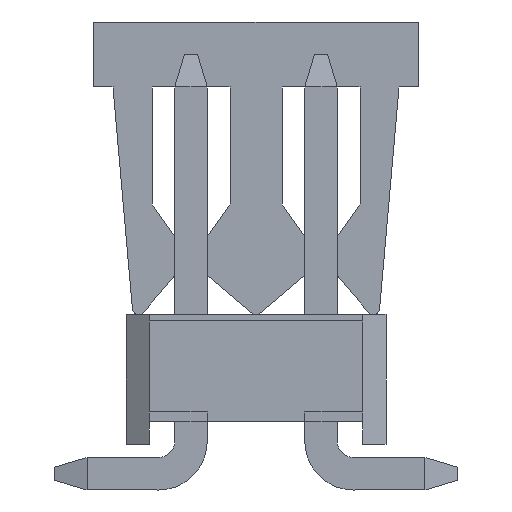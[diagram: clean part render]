
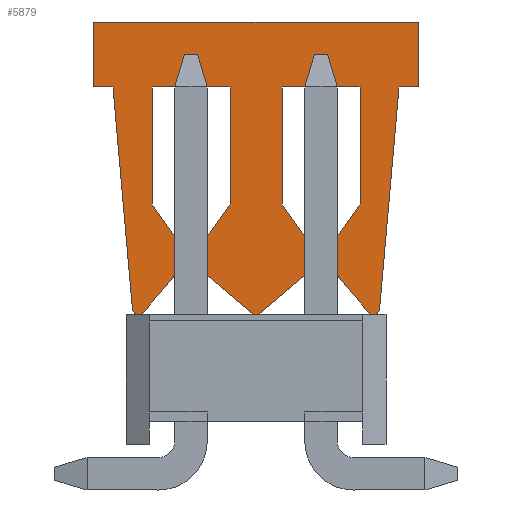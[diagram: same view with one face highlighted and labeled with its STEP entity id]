
A CAD part, left-side view. The second image highlights one B-rep face of the part: STEP entity #5879.
In plain terms, the highlighted face is planar.
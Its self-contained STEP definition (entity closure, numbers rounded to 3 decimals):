
#25=CIRCLE('',#6234,0.1);
#26=CIRCLE('',#6235,0.1);
#27=CIRCLE('',#6236,0.1);
#1587=ORIENTED_EDGE('',*,*,#2477,.F.);
#1588=ORIENTED_EDGE('',*,*,#2446,.F.);
#1589=ORIENTED_EDGE('',*,*,#2478,.F.);
#1590=ORIENTED_EDGE('',*,*,#2448,.F.);
#1591=ORIENTED_EDGE('',*,*,#2479,.F.);
#1592=ORIENTED_EDGE('',*,*,#2480,.F.);
#1593=ORIENTED_EDGE('',*,*,#2481,.F.);
#1594=ORIENTED_EDGE('',*,*,#2482,.F.);
#1595=ORIENTED_EDGE('',*,*,#2483,.F.);
#1596=ORIENTED_EDGE('',*,*,#2484,.F.);
#1597=ORIENTED_EDGE('',*,*,#2485,.F.);
#1598=ORIENTED_EDGE('',*,*,#2486,.F.);
#1599=ORIENTED_EDGE('',*,*,#2487,.F.);
#1600=ORIENTED_EDGE('',*,*,#2488,.F.);
#1601=ORIENTED_EDGE('',*,*,#2489,.F.);
#1602=ORIENTED_EDGE('',*,*,#2490,.F.);
#1603=ORIENTED_EDGE('',*,*,#2491,.F.);
#1604=ORIENTED_EDGE('',*,*,#2492,.F.);
#1605=ORIENTED_EDGE('',*,*,#2493,.F.);
#1606=ORIENTED_EDGE('',*,*,#2494,.F.);
#1607=ORIENTED_EDGE('',*,*,#2495,.F.);
#1608=ORIENTED_EDGE('',*,*,#2496,.F.);
#1609=ORIENTED_EDGE('',*,*,#2497,.F.);
#1610=ORIENTED_EDGE('',*,*,#2498,.F.);
#1611=ORIENTED_EDGE('',*,*,#2499,.F.);
#1612=ORIENTED_EDGE('',*,*,#2500,.F.);
#1613=ORIENTED_EDGE('',*,*,#2501,.F.);
#1614=ORIENTED_EDGE('',*,*,#2502,.F.);
#2446=EDGE_CURVE('',#2982,#2979,#3758,.T.);
#2448=EDGE_CURVE('',#2983,#2985,#3760,.T.);
#2477=EDGE_CURVE('',#2979,#3011,#3786,.T.);
#2478=EDGE_CURVE('',#2985,#2982,#3787,.T.);
#2479=EDGE_CURVE('',#3012,#2983,#3788,.T.);
#2480=EDGE_CURVE('',#3013,#3012,#3789,.T.);
#2481=EDGE_CURVE('',#3014,#3013,#25,.T.);
#2482=EDGE_CURVE('',#3015,#3014,#3790,.T.);
#2483=EDGE_CURVE('',#3016,#3015,#3791,.T.);
#2484=EDGE_CURVE('',#3017,#3016,#3792,.T.);
#2485=EDGE_CURVE('',#3018,#3017,#3793,.T.);
#2486=EDGE_CURVE('',#3019,#3018,#3794,.T.);
#2487=EDGE_CURVE('',#3020,#3019,#3795,.T.);
#2488=EDGE_CURVE('',#3021,#3020,#3796,.T.);
#2489=EDGE_CURVE('',#3022,#3021,#3797,.T.);
#2490=EDGE_CURVE('',#3023,#3022,#3798,.T.);
#2491=EDGE_CURVE('',#3024,#3023,#26,.T.);
#2492=EDGE_CURVE('',#3025,#3024,#3799,.T.);
#2493=EDGE_CURVE('',#3026,#3025,#3800,.T.);
#2494=EDGE_CURVE('',#3027,#3026,#3801,.T.);
#2495=EDGE_CURVE('',#3028,#3027,#3802,.T.);
#2496=EDGE_CURVE('',#3029,#3028,#3803,.T.);
#2497=EDGE_CURVE('',#3030,#3029,#3804,.T.);
#2498=EDGE_CURVE('',#3031,#3030,#3805,.T.);
#2499=EDGE_CURVE('',#3032,#3031,#3806,.T.);
#2500=EDGE_CURVE('',#3033,#3032,#3807,.T.);
#2501=EDGE_CURVE('',#3034,#3033,#27,.T.);
#2502=EDGE_CURVE('',#3011,#3034,#3808,.T.);
#2979=VERTEX_POINT('',#9198);
#2982=VERTEX_POINT('',#9203);
#2983=VERTEX_POINT('',#9207);
#2985=VERTEX_POINT('',#9210);
#3011=VERTEX_POINT('',#9267);
#3012=VERTEX_POINT('',#9270);
#3013=VERTEX_POINT('',#9272);
#3014=VERTEX_POINT('',#9274);
#3015=VERTEX_POINT('',#9276);
#3016=VERTEX_POINT('',#9278);
#3017=VERTEX_POINT('',#9280);
#3018=VERTEX_POINT('',#9282);
#3019=VERTEX_POINT('',#9284);
#3020=VERTEX_POINT('',#9286);
#3021=VERTEX_POINT('',#9288);
#3022=VERTEX_POINT('',#9290);
#3023=VERTEX_POINT('',#9292);
#3024=VERTEX_POINT('',#9294);
#3025=VERTEX_POINT('',#9296);
#3026=VERTEX_POINT('',#9298);
#3027=VERTEX_POINT('',#9300);
#3028=VERTEX_POINT('',#9302);
#3029=VERTEX_POINT('',#9304);
#3030=VERTEX_POINT('',#9306);
#3031=VERTEX_POINT('',#9308);
#3032=VERTEX_POINT('',#9310);
#3033=VERTEX_POINT('',#9312);
#3034=VERTEX_POINT('',#9314);
#3758=LINE('',#9204,#4556);
#3760=LINE('',#9209,#4558);
#3786=LINE('',#9266,#4584);
#3787=LINE('',#9268,#4585);
#3788=LINE('',#9269,#4586);
#3789=LINE('',#9271,#4587);
#3790=LINE('',#9275,#4588);
#3791=LINE('',#9277,#4589);
#3792=LINE('',#9279,#4590);
#3793=LINE('',#9281,#4591);
#3794=LINE('',#9283,#4592);
#3795=LINE('',#9285,#4593);
#3796=LINE('',#9287,#4594);
#3797=LINE('',#9289,#4595);
#3798=LINE('',#9291,#4596);
#3799=LINE('',#9295,#4597);
#3800=LINE('',#9297,#4598);
#3801=LINE('',#9299,#4599);
#3802=LINE('',#9301,#4600);
#3803=LINE('',#9303,#4601);
#3804=LINE('',#9305,#4602);
#3805=LINE('',#9307,#4603);
#3806=LINE('',#9309,#4604);
#3807=LINE('',#9311,#4605);
#3808=LINE('',#9315,#4606);
#4556=VECTOR('',#7568,1000.);
#4558=VECTOR('',#7572,1000.);
#4584=VECTOR('',#7608,1000.);
#4585=VECTOR('',#7609,1000.);
#4586=VECTOR('',#7610,1000.);
#4587=VECTOR('',#7611,1000.);
#4588=VECTOR('',#7614,1000.);
#4589=VECTOR('',#7615,1000.);
#4590=VECTOR('',#7616,1000.);
#4591=VECTOR('',#7617,1000.);
#4592=VECTOR('',#7618,1000.);
#4593=VECTOR('',#7619,1000.);
#4594=VECTOR('',#7620,1000.);
#4595=VECTOR('',#7621,1000.);
#4596=VECTOR('',#7622,1000.);
#4597=VECTOR('',#7625,1000.);
#4598=VECTOR('',#7626,1000.);
#4599=VECTOR('',#7627,1000.);
#4600=VECTOR('',#7628,1000.);
#4601=VECTOR('',#7629,1000.);
#4602=VECTOR('',#7630,1000.);
#4603=VECTOR('',#7631,1000.);
#4604=VECTOR('',#7632,1000.);
#4605=VECTOR('',#7633,1000.);
#4606=VECTOR('',#7636,1000.);
#4938=EDGE_LOOP('',(#1587,#1588,#1589,#1590,#1591,#1592,#1593,#1594,#1595,
#1596,#1597,#1598,#1599,#1600,#1601,#1602,#1603,#1604,#1605,#1606,#1607,
#1608,#1609,#1610,#1611,#1612,#1613,#1614));
#5272=FACE_BOUND('',#4938,.T.);
#5576=PLANE('',#6233);
#5879=ADVANCED_FACE('',(#5272),#5576,.F.);
#6233=AXIS2_PLACEMENT_3D('',#9265,#7606,#7607);
#6234=AXIS2_PLACEMENT_3D('',#9273,#7612,#7613);
#6235=AXIS2_PLACEMENT_3D('',#9293,#7623,#7624);
#6236=AXIS2_PLACEMENT_3D('',#9313,#7634,#7635);
#7568=DIRECTION('',(0.,0.,-1.));
#7572=DIRECTION('',(0.,0.,1.));
#7606=DIRECTION('',(0.,-1.,0.));
#7607=DIRECTION('',(0.,0.,-1.));
#7608=DIRECTION('',(1.,0.,0.));
#7609=DIRECTION('',(-1.,0.,0.));
#7610=DIRECTION('',(1.,0.,0.));
#7611=DIRECTION('',(0.087,0.,0.996));
#7612=DIRECTION('',(0.,-1.,0.));
#7613=DIRECTION('',(0.,0.,-1.));
#7614=DIRECTION('',(0.644,0.,-0.765));
#7615=DIRECTION('',(0.,0.,-1.));
#7616=DIRECTION('',(-0.574,0.,-0.819));
#7617=DIRECTION('',(0.,0.,-1.));
#7618=DIRECTION('',(1.,0.,0.));
#7619=DIRECTION('',(0.,0.,1.));
#7620=DIRECTION('',(-0.574,0.,0.819));
#7621=DIRECTION('',(0.,0.,1.));
#7622=DIRECTION('',(0.765,0.,0.644));
#7623=DIRECTION('',(0.,-1.,0.));
#7624=DIRECTION('',(0.,0.,-1.));
#7625=DIRECTION('',(0.765,0.,-0.644));
#7626=DIRECTION('',(0.,0.,-1.));
#7627=DIRECTION('',(-0.574,0.,-0.819));
#7628=DIRECTION('',(0.,0.,-1.));
#7629=DIRECTION('',(1.,0.,0.));
#7630=DIRECTION('',(0.,0.,1.));
#7631=DIRECTION('',(-0.574,0.,0.819));
#7632=DIRECTION('',(0.,0.,1.));
#7633=DIRECTION('',(0.644,0.,0.765));
#7634=DIRECTION('',(0.,-1.,0.));
#7635=DIRECTION('',(0.,0.,-1.));
#7636=DIRECTION('',(0.087,0.,-0.996));
#9198=CARTESIAN_POINT('',(-2.5,3.25,1.25));
#9203=CARTESIAN_POINT('',(-2.5,3.25,2.25));
#9204=CARTESIAN_POINT('',(-2.5,3.25,2.25));
#9207=CARTESIAN_POINT('',(2.5,3.25,1.25));
#9209=CARTESIAN_POINT('',(2.5,3.25,-2.25));
#9210=CARTESIAN_POINT('',(2.5,3.25,2.25));
#9265=CARTESIAN_POINT('',(0.,3.25,0.));
#9266=CARTESIAN_POINT('',(-2.5,3.25,1.25));
#9267=CARTESIAN_POINT('',(-2.2,3.25,1.25));
#9268=CARTESIAN_POINT('',(2.5,3.25,2.25));
#9269=CARTESIAN_POINT('',(2.5,3.25,1.25));
#9270=CARTESIAN_POINT('',(2.2,3.25,1.25));
#9271=CARTESIAN_POINT('',(2.2,3.25,1.25));
#9272=CARTESIAN_POINT('',(1.902,3.25,-2.159));
#9273=CARTESIAN_POINT('',(1.802,3.25,-2.15));
#9274=CARTESIAN_POINT('',(1.726,3.25,-2.214));
#9275=CARTESIAN_POINT('',(1.726,3.25,-2.214));
#9276=CARTESIAN_POINT('',(1.25,3.25,-1.649));
#9277=CARTESIAN_POINT('',(1.25,3.25,-1.649));
#9278=CARTESIAN_POINT('',(1.25,3.25,-1.049));
#9279=CARTESIAN_POINT('',(1.25,3.25,-1.049));
#9280=CARTESIAN_POINT('',(1.6,3.25,-0.55));
#9281=CARTESIAN_POINT('',(1.6,3.25,-0.55));
#9282=CARTESIAN_POINT('',(1.6,3.25,1.25));
#9283=CARTESIAN_POINT('',(1.6,3.25,1.25));
#9284=CARTESIAN_POINT('',(0.4,3.25,1.25));
#9285=CARTESIAN_POINT('',(0.4,3.25,1.25));
#9286=CARTESIAN_POINT('',(0.4,3.25,-0.55));
#9287=CARTESIAN_POINT('',(0.4,3.25,-0.55));
#9288=CARTESIAN_POINT('',(0.75,3.25,-1.049));
#9289=CARTESIAN_POINT('',(0.75,3.25,-1.049));
#9290=CARTESIAN_POINT('',(0.75,3.25,-1.649));
#9291=CARTESIAN_POINT('',(0.75,3.25,-1.649));
#9292=CARTESIAN_POINT('',(0.064,3.25,-2.226));
#9293=CARTESIAN_POINT('',(0.,3.25,-2.15));
#9294=CARTESIAN_POINT('',(-0.064,3.25,-2.226));
#9295=CARTESIAN_POINT('',(-0.75,3.25,-1.649));
#9296=CARTESIAN_POINT('',(-0.75,3.25,-1.649));
#9297=CARTESIAN_POINT('',(-0.75,3.25,-1.049));
#9298=CARTESIAN_POINT('',(-0.75,3.25,-1.049));
#9299=CARTESIAN_POINT('',(-0.4,3.25,-0.55));
#9300=CARTESIAN_POINT('',(-0.4,3.25,-0.55));
#9301=CARTESIAN_POINT('',(-0.4,3.25,1.25));
#9302=CARTESIAN_POINT('',(-0.4,3.25,1.25));
#9303=CARTESIAN_POINT('',(-1.6,3.25,1.25));
#9304=CARTESIAN_POINT('',(-1.6,3.25,1.25));
#9305=CARTESIAN_POINT('',(-1.6,3.25,-0.55));
#9306=CARTESIAN_POINT('',(-1.6,3.25,-0.55));
#9307=CARTESIAN_POINT('',(-1.25,3.25,-1.049));
#9308=CARTESIAN_POINT('',(-1.25,3.25,-1.049));
#9309=CARTESIAN_POINT('',(-1.25,3.25,-1.649));
#9310=CARTESIAN_POINT('',(-1.25,3.25,-1.649));
#9311=CARTESIAN_POINT('',(-1.726,3.25,-2.214));
#9312=CARTESIAN_POINT('',(-1.726,3.25,-2.214));
#9313=CARTESIAN_POINT('',(-1.802,3.25,-2.15));
#9314=CARTESIAN_POINT('',(-1.902,3.25,-2.159));
#9315=CARTESIAN_POINT('',(-2.2,3.25,1.25));
